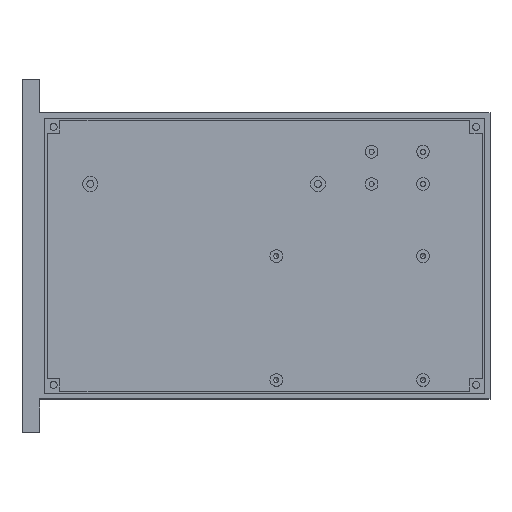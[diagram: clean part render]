
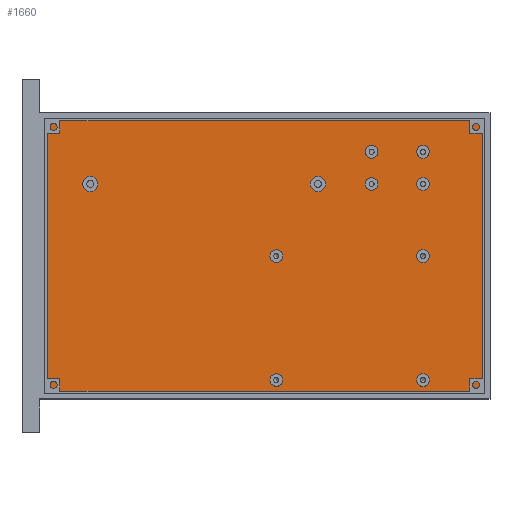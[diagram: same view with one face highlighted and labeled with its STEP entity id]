
A CAD part, top view. The second image highlights one B-rep face of the part: STEP entity #1660.
In plain terms, the highlighted planar face has unit normal (0, 0, 1).
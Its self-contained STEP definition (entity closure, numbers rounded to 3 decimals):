
#64=FACE_BOUND('',#361,.T.);
#65=FACE_BOUND('',#362,.T.);
#66=FACE_BOUND('',#363,.T.);
#67=FACE_BOUND('',#364,.T.);
#68=FACE_BOUND('',#365,.T.);
#69=FACE_BOUND('',#366,.T.);
#70=FACE_BOUND('',#367,.T.);
#71=FACE_BOUND('',#368,.T.);
#72=FACE_BOUND('',#369,.T.);
#73=FACE_BOUND('',#370,.T.);
#127=PLANE('',#1838);
#221=FACE_OUTER_BOUND('',#360,.T.);
#360=EDGE_LOOP('',(#1511,#1512,#1513,#1514));
#361=EDGE_LOOP('',(#1515));
#362=EDGE_LOOP('',(#1516));
#363=EDGE_LOOP('',(#1517));
#364=EDGE_LOOP('',(#1518));
#365=EDGE_LOOP('',(#1519));
#366=EDGE_LOOP('',(#1520));
#367=EDGE_LOOP('',(#1521));
#368=EDGE_LOOP('',(#1522));
#369=EDGE_LOOP('',(#1523));
#370=EDGE_LOOP('',(#1524));
#429=LINE('',#2451,#576);
#436=LINE('',#2464,#583);
#508=LINE('',#2753,#655);
#510=LINE('',#2756,#657);
#576=VECTOR('',#1959,10.);
#583=VECTOR('',#1968,10.);
#655=VECTOR('',#2292,10.);
#657=VECTOR('',#2296,10.);
#695=CIRCLE('',#1741,3.);
#697=CIRCLE('',#1745,3.);
#709=CIRCLE('',#1768,2.5);
#711=CIRCLE('',#1772,2.5);
#713=CIRCLE('',#1776,2.5);
#715=CIRCLE('',#1780,2.5);
#725=CIRCLE('',#1807,2.5);
#727=CIRCLE('',#1811,2.5);
#729=CIRCLE('',#1815,2.5);
#731=CIRCLE('',#1819,2.5);
#780=VERTEX_POINT('',#2448);
#781=VERTEX_POINT('',#2450);
#786=VERTEX_POINT('',#2462);
#812=VERTEX_POINT('',#2538);
#814=VERTEX_POINT('',#2545);
#826=VERTEX_POINT('',#2586);
#828=VERTEX_POINT('',#2593);
#830=VERTEX_POINT('',#2600);
#832=VERTEX_POINT('',#2607);
#854=VERTEX_POINT('',#2681);
#856=VERTEX_POINT('',#2688);
#858=VERTEX_POINT('',#2695);
#860=VERTEX_POINT('',#2702);
#877=VERTEX_POINT('',#2752);
#947=EDGE_CURVE('',#781,#780,#429,.T.);
#954=EDGE_CURVE('',#780,#786,#436,.T.);
#991=EDGE_CURVE('',#812,#812,#695,.T.);
#994=EDGE_CURVE('',#814,#814,#697,.T.);
#1012=EDGE_CURVE('',#826,#826,#709,.T.);
#1015=EDGE_CURVE('',#828,#828,#711,.T.);
#1018=EDGE_CURVE('',#830,#830,#713,.T.);
#1021=EDGE_CURVE('',#832,#832,#715,.T.);
#1056=EDGE_CURVE('',#854,#854,#725,.T.);
#1059=EDGE_CURVE('',#856,#856,#727,.T.);
#1062=EDGE_CURVE('',#858,#858,#729,.T.);
#1065=EDGE_CURVE('',#860,#860,#731,.T.);
#1088=EDGE_CURVE('',#877,#781,#508,.T.);
#1090=EDGE_CURVE('',#786,#877,#510,.T.);
#1511=ORIENTED_EDGE('',*,*,#1088,.T.);
#1512=ORIENTED_EDGE('',*,*,#947,.T.);
#1513=ORIENTED_EDGE('',*,*,#954,.T.);
#1514=ORIENTED_EDGE('',*,*,#1090,.T.);
#1515=ORIENTED_EDGE('',*,*,#991,.T.);
#1516=ORIENTED_EDGE('',*,*,#994,.T.);
#1517=ORIENTED_EDGE('',*,*,#1012,.T.);
#1518=ORIENTED_EDGE('',*,*,#1015,.T.);
#1519=ORIENTED_EDGE('',*,*,#1018,.T.);
#1520=ORIENTED_EDGE('',*,*,#1021,.T.);
#1521=ORIENTED_EDGE('',*,*,#1056,.T.);
#1522=ORIENTED_EDGE('',*,*,#1059,.T.);
#1523=ORIENTED_EDGE('',*,*,#1062,.T.);
#1524=ORIENTED_EDGE('',*,*,#1065,.T.);
#1660=ADVANCED_FACE('',(#221,#64,#65,#66,#67,#68,#69,#70,#71,#72,#73),#127,
 .T.);
#1741=AXIS2_PLACEMENT_3D('',#2540,#2052,#2053);
#1745=AXIS2_PLACEMENT_3D('',#2547,#2061,#2062);
#1768=AXIS2_PLACEMENT_3D('',#2588,#2113,#2114);
#1772=AXIS2_PLACEMENT_3D('',#2595,#2122,#2123);
#1776=AXIS2_PLACEMENT_3D('',#2602,#2131,#2132);
#1780=AXIS2_PLACEMENT_3D('',#2609,#2140,#2141);
#1807=AXIS2_PLACEMENT_3D('',#2683,#2219,#2220);
#1811=AXIS2_PLACEMENT_3D('',#2690,#2228,#2229);
#1815=AXIS2_PLACEMENT_3D('',#2697,#2237,#2238);
#1819=AXIS2_PLACEMENT_3D('',#2704,#2246,#2247);
#1838=AXIS2_PLACEMENT_3D('',#2773,#2313,#2314);
#1959=DIRECTION('',(0.,-1.,0.));
#1968=DIRECTION('',(1.,0.,0.));
#2052=DIRECTION('center_axis',(0.,0.,-1.));
#2053=DIRECTION('ref_axis',(-1.,0.,0.));
#2061=DIRECTION('center_axis',(0.,0.,-1.));
#2062=DIRECTION('ref_axis',(-1.,0.,0.));
#2113=DIRECTION('center_axis',(0.,0.,-1.));
#2114=DIRECTION('ref_axis',(-1.,0.,0.));
#2122=DIRECTION('center_axis',(0.,0.,-1.));
#2123=DIRECTION('ref_axis',(-1.,0.,0.));
#2131=DIRECTION('center_axis',(0.,0.,-1.));
#2132=DIRECTION('ref_axis',(-1.,0.,0.));
#2140=DIRECTION('center_axis',(0.,0.,-1.));
#2141=DIRECTION('ref_axis',(-1.,0.,0.));
#2219=DIRECTION('center_axis',(0.,0.,-1.));
#2220=DIRECTION('ref_axis',(-1.,0.,0.));
#2228=DIRECTION('center_axis',(0.,0.,-1.));
#2229=DIRECTION('ref_axis',(-1.,0.,0.));
#2237=DIRECTION('center_axis',(0.,0.,-1.));
#2238=DIRECTION('ref_axis',(-1.,0.,0.));
#2246=DIRECTION('center_axis',(0.,0.,-1.));
#2247=DIRECTION('ref_axis',(-1.,0.,0.));
#2292=DIRECTION('',(-1.,0.,0.));
#2296=DIRECTION('',(0.,1.,0.));
#2313=DIRECTION('center_axis',(0.,0.,1.));
#2314=DIRECTION('ref_axis',(1.,0.,0.));
#2448=CARTESIAN_POINT('',(3.,3.,3.));
#2450=CARTESIAN_POINT('',(3.,110.,3.));
#2451=CARTESIAN_POINT('',(3.,84.75,3.));
#2462=CARTESIAN_POINT('',(175.,3.,3.));
#2464=CARTESIAN_POINT('',(44.5,3.,3.));
#2538=CARTESIAN_POINT('',(23.,85.,3.));
#2540=CARTESIAN_POINT('Origin',(20.,85.,3.));
#2545=CARTESIAN_POINT('',(113.,85.,3.));
#2547=CARTESIAN_POINT('Origin',(110.,85.,3.));
#2586=CARTESIAN_POINT('',(154.,85.,3.));
#2588=CARTESIAN_POINT('Origin',(151.5,85.,3.));
#2593=CARTESIAN_POINT('',(133.68,97.7,3.));
#2595=CARTESIAN_POINT('Origin',(131.18,97.7,3.));
#2600=CARTESIAN_POINT('',(133.68,85.,3.));
#2602=CARTESIAN_POINT('Origin',(131.18,85.,3.));
#2607=CARTESIAN_POINT('',(154.,97.7,3.));
#2609=CARTESIAN_POINT('Origin',(151.5,97.7,3.));
#2681=CARTESIAN_POINT('',(154.,7.5,3.));
#2683=CARTESIAN_POINT('Origin',(151.5,7.5,3.));
#2688=CARTESIAN_POINT('',(154.,56.5,3.));
#2690=CARTESIAN_POINT('Origin',(151.5,56.5,3.));
#2695=CARTESIAN_POINT('',(96.,7.5,3.));
#2697=CARTESIAN_POINT('Origin',(93.5,7.5,3.));
#2702=CARTESIAN_POINT('',(96.,56.5,3.));
#2704=CARTESIAN_POINT('Origin',(93.5,56.5,3.));
#2752=CARTESIAN_POINT('',(175.,110.,3.));
#2753=CARTESIAN_POINT('',(133.5,110.,3.));
#2756=CARTESIAN_POINT('',(175.,28.25,3.));
#2773=CARTESIAN_POINT('Origin',(89.,56.5,3.));
